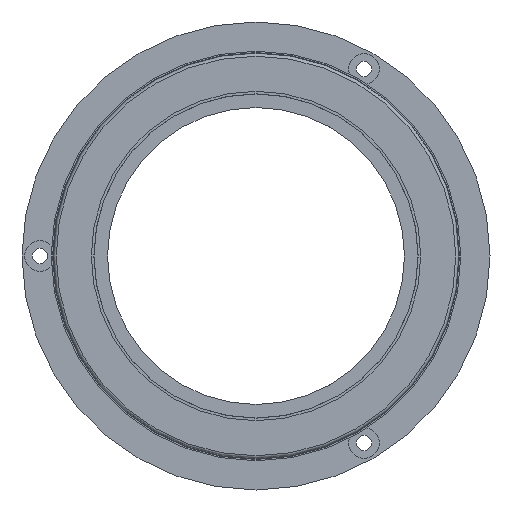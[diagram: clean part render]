
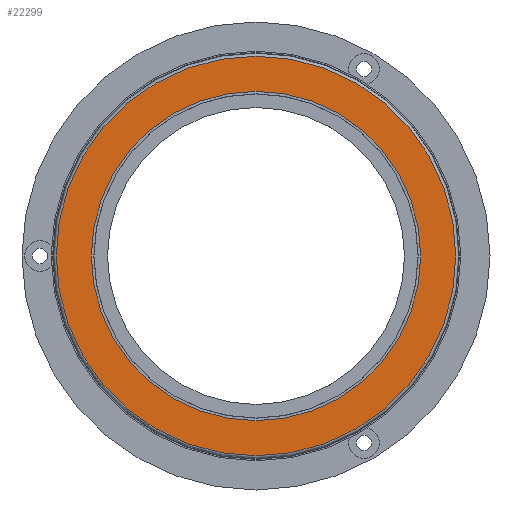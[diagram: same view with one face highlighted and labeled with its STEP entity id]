
A CAD part, left-side view. The second image highlights one B-rep face of the part: STEP entity #22299.
In plain terms, the highlighted planar face has unit normal (-1, 0, 0).
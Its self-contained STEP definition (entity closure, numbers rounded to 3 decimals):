
#4543 = FACE_OUTER_BOUND ( 'NONE', #6558, .T. ) ;
#6558 = EDGE_LOOP ( 'NONE', ( #26312 ) ) ;
#8692 = PLANE ( 'NONE',  #39962 ) ;
#9395 = DIRECTION ( 'NONE',  ( 0., -1., 0. ) ) ;
#11471 = CARTESIAN_POINT ( 'NONE',  ( -1., 18.3, 0. ) ) ;
#12168 = DIRECTION ( 'NONE',  ( 1., 0., 0. ) ) ;
#15867 = ORIENTED_EDGE ( 'NONE', *, *, #23084, .T. ) ;
#16749 = CIRCLE ( 'NONE', #54344, 18.3 ) ;
#22299 = ADVANCED_FACE ( 'NONE', ( #66887, #4543 ), #8692, .T. ) ;
#22570 = VERTEX_POINT ( 'NONE', #64815 ) ;
#23084 = EDGE_CURVE ( 'NONE', #63788, #63788, #16749, .T. ) ;
#26312 = ORIENTED_EDGE ( 'NONE', *, *, #34304, .F. ) ;
#27524 = EDGE_LOOP ( 'NONE', ( #15867 ) ) ;
#32512 = AXIS2_PLACEMENT_3D ( 'NONE', #65516, #12168, #60991 ) ;
#34304 = EDGE_CURVE ( 'NONE', #22570, #22570, #62366, .T. ) ;
#39962 = AXIS2_PLACEMENT_3D ( 'NONE', #50586, #51947, #9395 ) ;
#50586 = CARTESIAN_POINT ( 'NONE',  ( -1., 18.3, 0. ) ) ;
#51947 = DIRECTION ( 'NONE',  ( -1., 0., 0. ) ) ;
#54344 = AXIS2_PLACEMENT_3D ( 'NONE', #62962, #67829, #63314 ) ;
#60991 = DIRECTION ( 'NONE',  ( 0., 1., 0. ) ) ;
#62366 = CIRCLE ( 'NONE', #32512, 22.2 ) ;
#62962 = CARTESIAN_POINT ( 'NONE',  ( -1., 0., 0. ) ) ;
#63314 = DIRECTION ( 'NONE',  ( 0., 1., 0. ) ) ;
#63788 = VERTEX_POINT ( 'NONE', #11471 ) ;
#64815 = CARTESIAN_POINT ( 'NONE',  ( -1., 22.2, 0. ) ) ;
#65516 = CARTESIAN_POINT ( 'NONE',  ( -1., 0., 0. ) ) ;
#66887 = FACE_BOUND ( 'NONE', #27524, .T. ) ;
#67829 = DIRECTION ( 'NONE',  ( 1., 0., 0. ) ) ;
